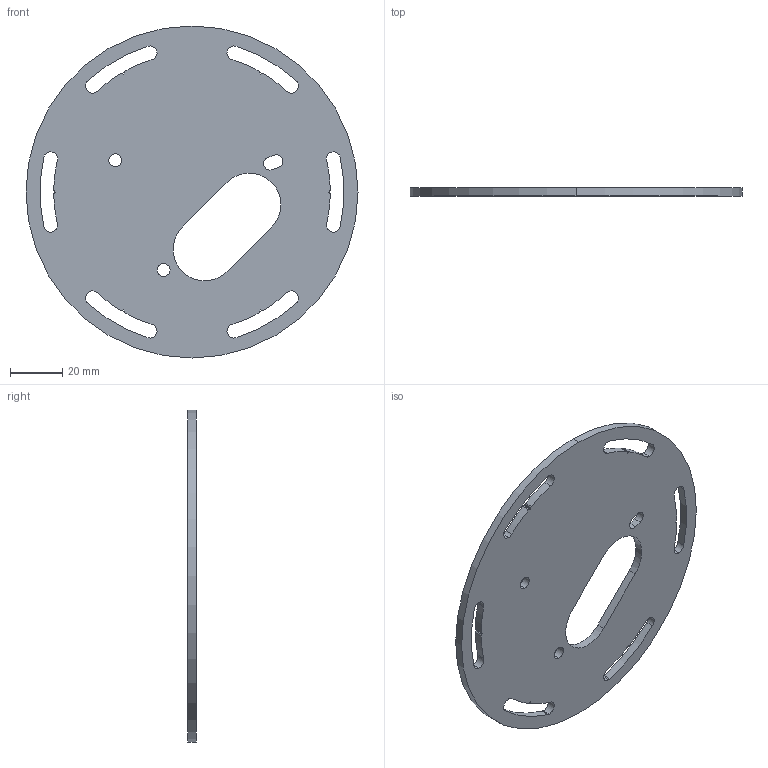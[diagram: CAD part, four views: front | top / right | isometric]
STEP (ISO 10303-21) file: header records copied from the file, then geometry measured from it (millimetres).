
FILE_DESCRIPTION (( 'STEP AP214' ), '1' );
FILE_NAME ('RB Puck Adapt.STEP', '2025-10-28T15:17:49', ( '' ), ( '' ), 'SwSTEP 2.0', 'SolidWorks 2025', '' );
FILE_SCHEMA (( 'AUTOMOTIVE_DESIGN' ));
Length unit declared in the file: inch
Products named in the file (1): RB Puck Adapt
Bounding box: 127 x 3.17 x 127 mm (x, y, z)
Volume: 33659.3 mm3; surface area: 24337.6 mm2
Topology: 1 solids, 1 shells, 80 faces, 234 edges, 156 vertices
Faces by surface type: cylinder 62, plane 18
Entity records: 2789 total; most frequent: DIRECTION 520, CARTESIAN_POINT 471, ORIENTED_EDGE 468, EDGE_CURVE 234, AXIS2_PLACEMENT_3D 205, VERTEX_POINT 156, CIRCLE 124, LINE 110
